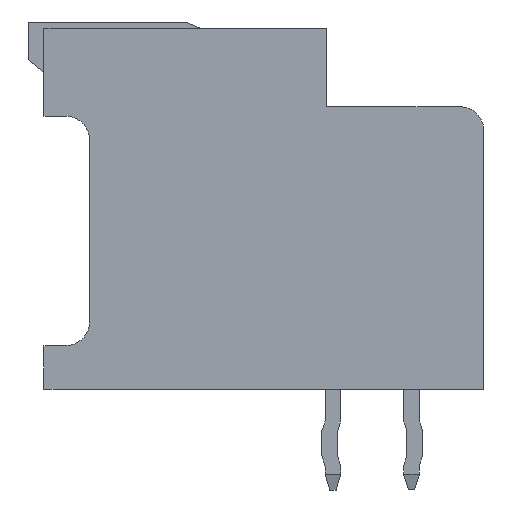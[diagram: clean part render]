
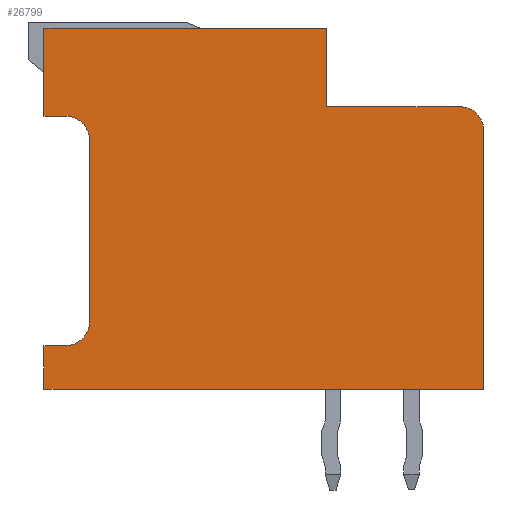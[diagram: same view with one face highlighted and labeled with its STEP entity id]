
A CAD part, left-side view. The second image highlights one B-rep face of the part: STEP entity #26799.
In plain terms, the highlighted face is planar.
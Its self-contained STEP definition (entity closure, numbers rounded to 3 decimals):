
#91=CIRCLE('',#27907,0.75);
#96=CIRCLE('',#27927,0.75);
#97=CIRCLE('',#27928,0.75);
#3072=ORIENTED_EDGE('',*,*,#7389,.T.);
#3073=ORIENTED_EDGE('',*,*,#7399,.T.);
#3074=ORIENTED_EDGE('',*,*,#7397,.T.);
#3075=ORIENTED_EDGE('',*,*,#7520,.T.);
#3076=ORIENTED_EDGE('',*,*,#7521,.T.);
#3077=ORIENTED_EDGE('',*,*,#7474,.T.);
#3078=ORIENTED_EDGE('',*,*,#7511,.T.);
#3079=ORIENTED_EDGE('',*,*,#7522,.F.);
#3080=ORIENTED_EDGE('',*,*,#7515,.T.);
#3081=ORIENTED_EDGE('',*,*,#7523,.F.);
#3082=ORIENTED_EDGE('',*,*,#7519,.T.);
#3083=ORIENTED_EDGE('',*,*,#7524,.T.);
#3084=ORIENTED_EDGE('',*,*,#7394,.T.);
#7389=EDGE_CURVE('',#9654,#9653,#11867,.T.);
#7394=EDGE_CURVE('',#9657,#9654,#11872,.T.);
#7397=EDGE_CURVE('',#9659,#9658,#11875,.T.);
#7399=EDGE_CURVE('',#9653,#9659,#91,.T.);
#7474=EDGE_CURVE('',#9722,#9721,#11951,.T.);
#7511=EDGE_CURVE('',#9721,#9751,#11984,.T.);
#7515=EDGE_CURVE('',#9752,#9755,#11988,.T.);
#7519=EDGE_CURVE('',#9756,#9759,#11992,.T.);
#7520=EDGE_CURVE('',#9658,#9760,#11993,.T.);
#7521=EDGE_CURVE('',#9760,#9722,#11994,.T.);
#7522=EDGE_CURVE('',#9752,#9751,#96,.T.);
#7523=EDGE_CURVE('',#9756,#9755,#97,.T.);
#7524=EDGE_CURVE('',#9759,#9657,#11995,.T.);
#9653=VERTEX_POINT('',#36697);
#9654=VERTEX_POINT('',#36699);
#9657=VERTEX_POINT('',#36708);
#9658=VERTEX_POINT('',#36712);
#9659=VERTEX_POINT('',#36714);
#9721=VERTEX_POINT('',#36857);
#9722=VERTEX_POINT('',#36859);
#9751=VERTEX_POINT('',#36932);
#9752=VERTEX_POINT('',#36936);
#9755=VERTEX_POINT('',#36941);
#9756=VERTEX_POINT('',#36945);
#9759=VERTEX_POINT('',#36950);
#9760=VERTEX_POINT('',#36954);
#11867=LINE('',#36698,#14596);
#11872=LINE('',#36707,#14601);
#11875=LINE('',#36713,#14604);
#11951=LINE('',#36858,#14680);
#11984=LINE('',#36933,#14713);
#11988=LINE('',#36942,#14717);
#11992=LINE('',#36951,#14721);
#11993=LINE('',#36953,#14722);
#11994=LINE('',#36955,#14723);
#11995=LINE('',#36958,#14724);
#14596=VECTOR('',#31212,1000.);
#14601=VECTOR('',#31219,1000.);
#14604=VECTOR('',#31224,1000.);
#14680=VECTOR('',#31312,1000.);
#14713=VECTOR('',#31369,1000.);
#14717=VECTOR('',#31375,1000.);
#14721=VECTOR('',#31381,1000.);
#14722=VECTOR('',#31384,1000.);
#14723=VECTOR('',#31385,1000.);
#14724=VECTOR('',#31390,1000.);
#16299=EDGE_LOOP('',(#3072,#3073,#3074,#3075,#3076,#3077,#3078,#3079,#3080,
#3081,#3082,#3083,#3084));
#17370=FACE_BOUND('',#16299,.T.);
#18415=PLANE('',#27926);
#26799=ADVANCED_FACE('',(#17370),#18415,.T.);
#27907=AXIS2_PLACEMENT_3D('',#36717,#31228,#31229);
#27926=AXIS2_PLACEMENT_3D('',#36952,#31382,#31383);
#27927=AXIS2_PLACEMENT_3D('',#36956,#31386,#31387);
#27928=AXIS2_PLACEMENT_3D('',#36957,#31388,#31389);
#31212=DIRECTION('',(0.,1.,0.));
#31219=DIRECTION('',(0.,0.,-1.));
#31224=DIRECTION('',(0.,0.,1.));
#31228=DIRECTION('',(1.,0.,0.));
#31229=DIRECTION('',(0.,0.,-1.));
#31312=DIRECTION('',(0.,-1.,0.));
#31369=DIRECTION('',(0.,0.,-1.));
#31375=DIRECTION('',(0.,-1.,0.));
#31381=DIRECTION('',(0.,0.,1.));
#31382=DIRECTION('',(1.,0.,0.));
#31383=DIRECTION('',(0.,0.,-1.));
#31384=DIRECTION('',(0.,1.,0.));
#31385=DIRECTION('',(0.,0.,1.));
#31386=DIRECTION('',(1.,0.,0.));
#31387=DIRECTION('',(0.,0.,-1.));
#31388=DIRECTION('',(1.,0.,0.));
#31389=DIRECTION('',(0.,0.,-1.));
#31390=DIRECTION('',(0.,-1.,0.));
#36697=CARTESIAN_POINT('',(12.7,3.75,-7.));
#36698=CARTESIAN_POINT('',(12.7,-4.5,-7.));
#36699=CARTESIAN_POINT('',(12.7,-4.5,-7.));
#36707=CARTESIAN_POINT('',(12.7,-4.5,7.));
#36708=CARTESIAN_POINT('',(12.7,-4.5,7.));
#36712=CARTESIAN_POINT('',(12.7,4.5,-2.));
#36713=CARTESIAN_POINT('',(12.7,4.5,-7.));
#36714=CARTESIAN_POINT('',(12.7,4.5,-6.25));
#36717=CARTESIAN_POINT('',(12.7,3.75,-6.25));
#36857=CARTESIAN_POINT('',(12.7,4.2,7.));
#36858=CARTESIAN_POINT('',(12.7,7.,7.));
#36859=CARTESIAN_POINT('',(12.7,7.,7.));
#36932=CARTESIAN_POINT('',(12.7,4.2,6.3));
#36933=CARTESIAN_POINT('',(12.7,4.2,7.));
#36936=CARTESIAN_POINT('',(12.7,3.45,5.55));
#36941=CARTESIAN_POINT('',(12.7,-2.35,5.55));
#36942=CARTESIAN_POINT('',(12.7,4.2,5.55));
#36945=CARTESIAN_POINT('',(12.7,-3.1,6.3));
#36950=CARTESIAN_POINT('',(12.7,-3.1,7.));
#36951=CARTESIAN_POINT('',(12.7,-3.1,5.55));
#36952=CARTESIAN_POINT('',(12.7,0.,0.));
#36953=CARTESIAN_POINT('',(12.7,4.5,-2.));
#36954=CARTESIAN_POINT('',(12.7,7.,-2.));
#36955=CARTESIAN_POINT('',(12.7,7.,-2.));
#36956=CARTESIAN_POINT('',(12.7,3.45,6.3));
#36957=CARTESIAN_POINT('',(12.7,-2.35,6.3));
#36958=CARTESIAN_POINT('',(12.7,-3.1,7.));
